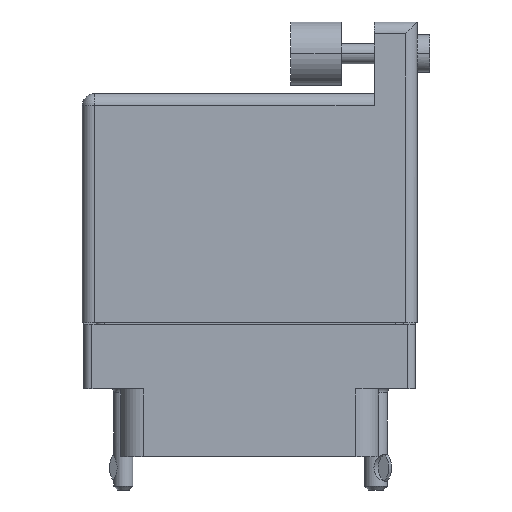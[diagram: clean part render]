
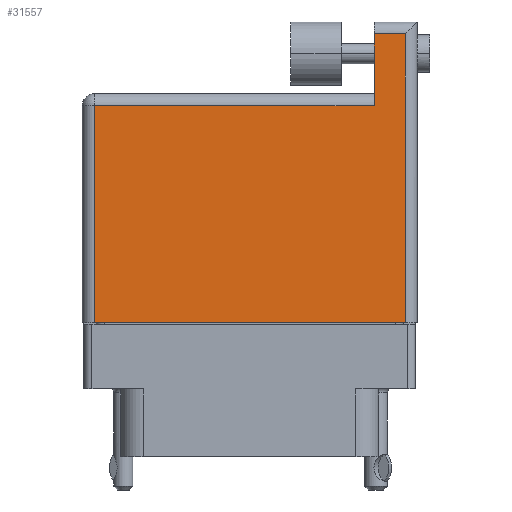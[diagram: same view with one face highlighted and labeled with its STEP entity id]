
A CAD part, front view. The second image highlights one B-rep face of the part: STEP entity #31557.
In plain terms, the highlighted face is planar.
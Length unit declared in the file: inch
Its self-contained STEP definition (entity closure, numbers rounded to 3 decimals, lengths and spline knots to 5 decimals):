
#57 = LINE ( 'NONE', #19346, #29861 ) ;
#457 = PLANE ( 'NONE',  #18311 ) ;
#504 = CARTESIAN_POINT ( 'NONE',  ( 0.4925, 1.043, 0.3575 ) ) ;
#814 = VERTEX_POINT ( 'NONE', #21707 ) ;
#966 = VERTEX_POINT ( 'NONE', #504 ) ;
#1328 = CARTESIAN_POINT ( 'NONE',  ( 0.6155, 1.09, 0.3575 ) ) ;
#1884 = CARTESIAN_POINT ( 'NONE',  ( 0.6155, -0.1, 0.3575 ) ) ;
#2187 = DIRECTION ( 'NONE',  ( 0., -1., 0. ) ) ;
#3561 = CARTESIAN_POINT ( 'NONE',  ( -0.6625, 0.806, 0.3575 ) ) ;
#4141 = EDGE_LOOP ( 'NONE', ( #32173, #25416, #12484, #12558, #25048, #18121 ) ) ;
#6442 = EDGE_CURVE ( 'NONE', #966, #34669, #29886, .T. ) ;
#6611 = LINE ( 'NONE', #37416, #29179 ) ;
#8897 = VECTOR ( 'NONE', #14171, 39.37008 ) ;
#10229 = DIRECTION ( 'NONE',  ( 0., -1., 0. ) ) ;
#11556 = LINE ( 'NONE', #1328, #39366 ) ;
#12484 = ORIENTED_EDGE ( 'NONE', *, *, #23166, .T. ) ;
#12558 = ORIENTED_EDGE ( 'NONE', *, *, #6442, .T. ) ;
#12893 = DIRECTION ( 'NONE',  ( -1., 0., 0. ) ) ;
#12910 = EDGE_CURVE ( 'NONE', #29333, #35285, #57, .T. ) ;
#13294 = CARTESIAN_POINT ( 'NONE',  ( -0.6625, 0.759, 0.3575 ) ) ;
#13536 = FACE_OUTER_BOUND ( 'NONE', #4141, .T. ) ;
#13628 = EDGE_CURVE ( 'NONE', #23349, #814, #11556, .T. ) ;
#14171 = DIRECTION ( 'NONE',  ( 1., 0., 0. ) ) ;
#15387 = CARTESIAN_POINT ( 'NONE',  ( -0.6155, -0.1, 0.3575 ) ) ;
#16061 = LINE ( 'NONE', #32535, #8897 ) ;
#16243 = DIRECTION ( 'NONE',  ( -1., 0., 0. ) ) ;
#17181 = VECTOR ( 'NONE', #12893, 39.37008 ) ;
#18121 = ORIENTED_EDGE ( 'NONE', *, *, #12910, .T. ) ;
#18311 = AXIS2_PLACEMENT_3D ( 'NONE', #3561, #34015, #25006 ) ;
#19346 = CARTESIAN_POINT ( 'NONE',  ( -0.6155, -0.1, 0.3575 ) ) ;
#21059 = EDGE_CURVE ( 'NONE', #35285, #23349, #16061, .T. ) ;
#21459 = CARTESIAN_POINT ( 'NONE',  ( -0.6155, 0.759, 0.3575 ) ) ;
#21707 = CARTESIAN_POINT ( 'NONE',  ( 0.6155, 1.043, 0.3575 ) ) ;
#23166 = EDGE_CURVE ( 'NONE', #814, #966, #6611, .T. ) ;
#23187 = EDGE_CURVE ( 'NONE', #34669, #29333, #32026, .T. ) ;
#23349 = VERTEX_POINT ( 'NONE', #1884 ) ;
#25006 = DIRECTION ( 'NONE',  ( -1., 0., 0. ) ) ;
#25048 = ORIENTED_EDGE ( 'NONE', *, *, #23187, .T. ) ;
#25416 = ORIENTED_EDGE ( 'NONE', *, *, #13628, .T. ) ;
#27427 = VECTOR ( 'NONE', #2187, 39.37008 ) ;
#28096 = CARTESIAN_POINT ( 'NONE',  ( 0.4925, 0.759, 0.3575 ) ) ;
#29179 = VECTOR ( 'NONE', #16243, 39.37008 ) ;
#29333 = VERTEX_POINT ( 'NONE', #21459 ) ;
#29861 = VECTOR ( 'NONE', #10229, 39.37008 ) ;
#29886 = LINE ( 'NONE', #39186, #27427 ) ;
#31557 = ADVANCED_FACE ( 'NONE', ( #13536 ), #457, .F. ) ;
#32026 = LINE ( 'NONE', #13294, #17181 ) ;
#32173 = ORIENTED_EDGE ( 'NONE', *, *, #21059, .T. ) ;
#32535 = CARTESIAN_POINT ( 'NONE',  ( -0.6625, -0.1, 0.3575 ) ) ;
#34015 = DIRECTION ( 'NONE',  ( 0., 0., -1. ) ) ;
#34669 = VERTEX_POINT ( 'NONE', #28096 ) ;
#35267 = DIRECTION ( 'NONE',  ( 0., 1., 0. ) ) ;
#35285 = VERTEX_POINT ( 'NONE', #15387 ) ;
#37416 = CARTESIAN_POINT ( 'NONE',  ( 0.4925, 1.043, 0.3575 ) ) ;
#39186 = CARTESIAN_POINT ( 'NONE',  ( 0.4925, 1.09, 0.3575 ) ) ;
#39366 = VECTOR ( 'NONE', #35267, 39.37008 ) ;
